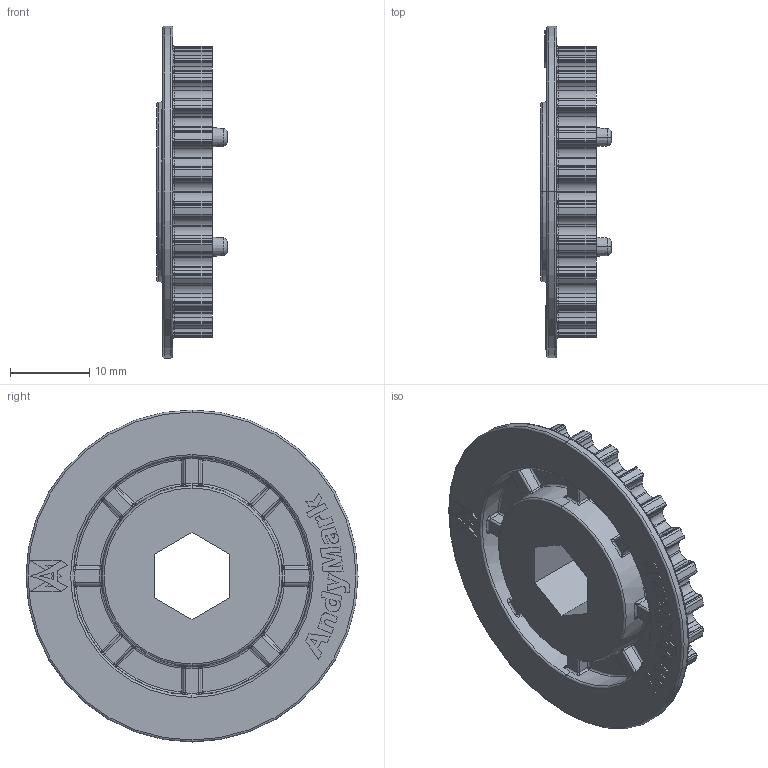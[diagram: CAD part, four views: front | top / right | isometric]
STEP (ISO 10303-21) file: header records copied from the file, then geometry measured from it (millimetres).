
FILE_DESCRIPTION (( 'STEP AP214' ), '1' );
FILE_NAME ('am-3402 24 tooth HTD pulley half 375hex.STEP', '2017-05-22T14:12:30', ( '' ), ( '' ), 'SwSTEP 2.0', 'SolidWorks 2017', '' );
FILE_SCHEMA (( 'AUTOMOTIVE_DESIGN' ));
Length unit declared in the file: inch
Products named in the file (1): am-3402 24 tooth HTD pulley half 375hex
Bounding box: 8.91 x 42 x 42 mm (x, y, z)
Volume: 5439 mm3; surface area: 4438.5 mm2
Topology: 2 solids, 2 shells, 1294 faces, 3221 edges, 1922 vertices
Faces by surface type: cylinder 444, torus 438, bspline 215, plane 141, sphere 44, cone 12
Entity records: 44400 total; most frequent: CARTESIAN_POINT 14605, ORIENTED_EDGE 6394, DIRECTION 6325, EDGE_CURVE 3197, AXIS2_PLACEMENT_3D 2726, VERTEX_POINT 1922, CIRCLE 1646, EDGE_LOOP 1317
